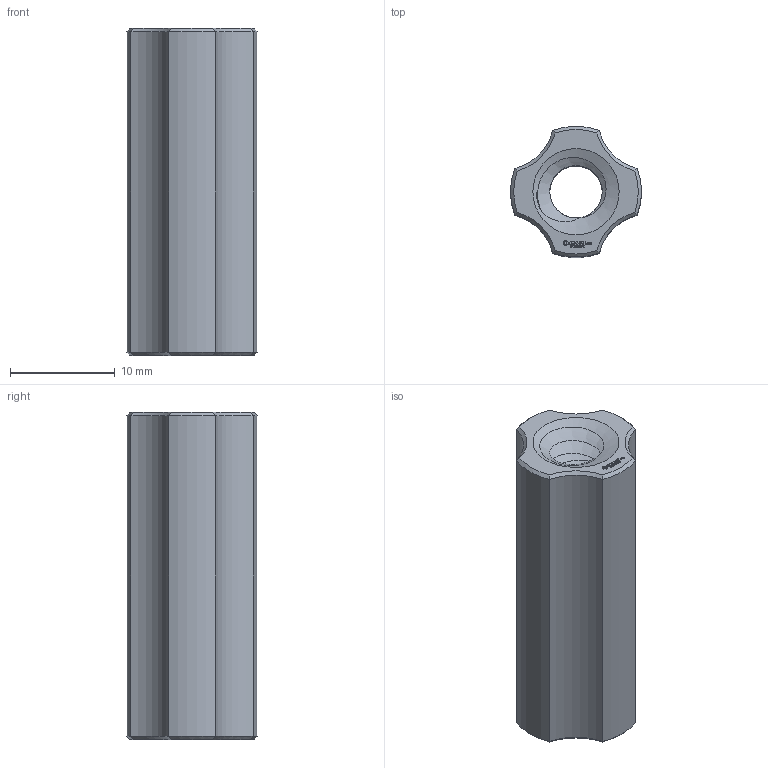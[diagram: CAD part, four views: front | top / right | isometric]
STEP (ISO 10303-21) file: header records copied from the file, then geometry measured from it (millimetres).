
FILE_DESCRIPTION(('FreeCAD Model'),'2;1');
FILE_NAME('Open CASCADE Shape Model','2023-01-06T17:09:23',(''),(''), 'Open CASCADE STEP processor 7.6','FreeCAD','Unknown');
FILE_SCHEMA(('AUTOMOTIVE_DESIGN { 1 0 10303 214 1 1 1 1 }'));
Length unit declared in the file: millimetre
Products named in the file (1): Nut RH BU01.00x02.50 - SPN-NUT-0011 (stemfie.org)
Bounding box: 12.47 x 12.47 x 31.25 mm (x, y, z)
Volume: 2297.8 mm3; surface area: 2589.1 mm2
Topology: 1 solids, 1 shells, 435 faces, 1189 edges, 786 vertices
Faces by surface type: plane 300, bspline 109, cone 18, cylinder 8
Entity records: 37908 total; most frequent: CARTESIAN_POINT 15547, DIRECTION 3518, LINE 2787, VECTOR 2787, ORIENTED_EDGE 2378, PCURVE 2378, DEFINITIONAL_REPRESENTATION 2378, EDGE_CURVE 1189
